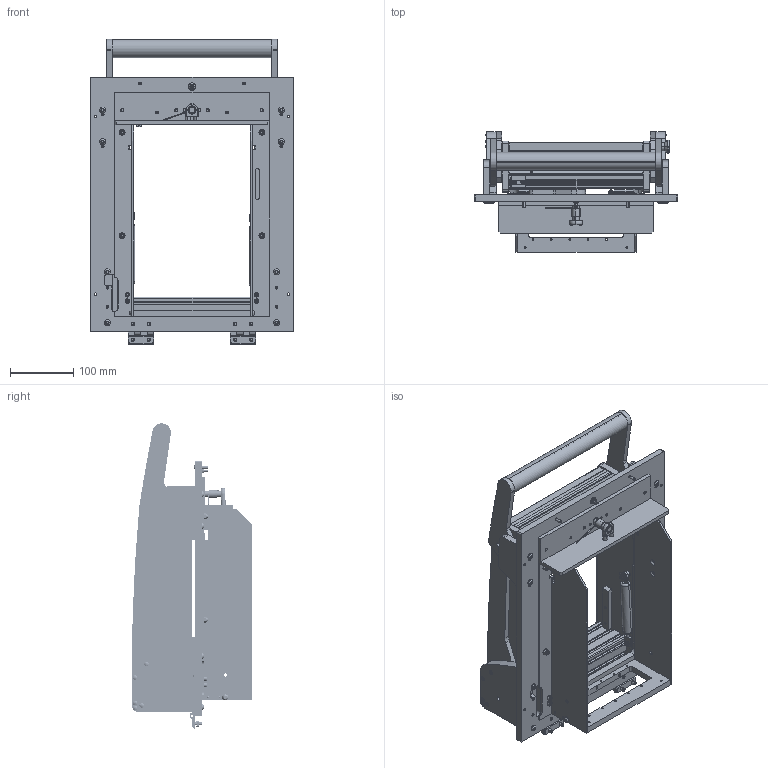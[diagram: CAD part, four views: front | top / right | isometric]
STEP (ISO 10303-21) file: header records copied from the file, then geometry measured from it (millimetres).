
FILE_DESCRIPTION (( 'STEP AP214' ), '1' );
FILE_NAME ('INGUN_36170.STEP', '2024-11-18T10:37:59', ( '' ), ( '' ), 'SwSTEP 2.0', 'SolidWorks 2023', '' );
FILE_SCHEMA (( 'AUTOMOTIVE_DESIGN' ));
Length unit declared in the file: millimetre
Products named in the file (76): 55713~1_KUNDE<S>; 37189~1_S; 39891~3_KUNDE<S>; DIN6325~n_02,0m6x020; 55712~0_KUNDE<S>; 31253~0_S; 39892~7_KUNDE<S>; 30955~0_S; K_02037~0_Standard ohne Dyn Punkt<Standard>; 36176~0_S; 115900~0_S; 35663~9_S; K_02038~0; DIN6325~n_04,0m6x024; 35662~11_S; 115689~0_S; SCHNORR~n_04,3 M04; DIN7991~n_M05,0x020; 109128~0_S; 30618~4_S; SCHNORR~n_05,3 M05; DIN6325~n_03,0m6x010; 114115~0_S; 32587~7_S; 40571~1_S; 112064~0_S; 53836~2_KUNDE<S>; 109948~1_KUNDE<S>; 109949~0_KUNDE<S>; 39894~2_KUNDE<S>; 109950~0_KUNDE<S>; 109769~2_S; 3521~0_Spring Pin ISO 8752 - 3 x 16 - St; 2281~0; 38786~1; 57801~2_S; 49317~0; 2281~0_180°<Standard>; 35150~0_S; 53031~0_S ...
Assembly tree (164 placements, depth 5):
  INGUN_36170
    109769~2_S
      36174~15
      36175~4_S
      35662~11_S
      35663~9_S
      2281~0_180°<Standard>  x2
        2281~0
      112064~0_S  x2
      53031~0_S
      35649~1_S
      37189~1_S
      31253~0_S
      30955~0_S
      30915~0
      ASR~asr_Øi04,2x07xØa8  x2
      2528~0  x2
      31109~0
      36201~3_S
      DIN7991~n_M05,0x020  x6
      DIN6325~n_04,0m6x016  x2
      DIN6325~n_03,0m6x010  x4
      DIN7991~n_M05,0x016  x12
      SCHNORR~n_05,3 M05  x4
      DIN985-A2~n_M05,0  x4
      DIN6325~n_04,0m6x024
      DIN7991~n_M03,0x016 VA  x2
      DIN912~n_M04,0x012
      DIN6325~n_02,0m6x020
      ISO7380~n_M05,0x008  x2
      114566~2_S  x2
        115900~0_S
          115689~0_S
          115901~1_verstemmt <S>
          30618~4_S
          116176~0_S
        DIN912~n_M04,0x016
        SCHNORR~n_04,3 M04
    109933~1_KUNDE<S>
      53836~2_KUNDE<S>
      53837~3_KUNDE<S>
      34328~1_S  x2
      40571~1_S
      40569~1_S
      32587~7_S
      35097~0
      36177~2
      35150~0_S
      32724~1
      3521~0_Spring Pin ISO 8752 - 3 x 16 - St  x5
      32578~1_S  x2
      ISO7380~n_M03,0x005  x2
      114115~0_S  x2
      DIN7991~n_M05,0x020  x7
      57801~2_S  x2
      49317~0  x2
      DIN125~n_06,4 M06,0 Fase  x2
    109949~0_KUNDE<S>
      55713~1_KUNDE<S>
    109950~0_KUNDE<S>
Bounding box: 320 x 190.48 x 480.81 mm (x, y, z)
Volume: 2829727.9 mm3; surface area: 1121726.9 mm2
Topology: 165 solids, 165 shells, 3941 faces, 9934 edges, 6325 vertices
Faces by surface type: cylinder 1648, plane 1512, cone 551, torus 85, bspline 81, sphere 64
Entity records: 75839 total; most frequent: CARTESIAN_POINT 14804, DIRECTION 12983, ORIENTED_EDGE 11776, EDGE_CURVE 5888, AXIS2_PLACEMENT_3D 4911, VERTEX_POINT 3801, VECTOR 3161, LINE 3161
